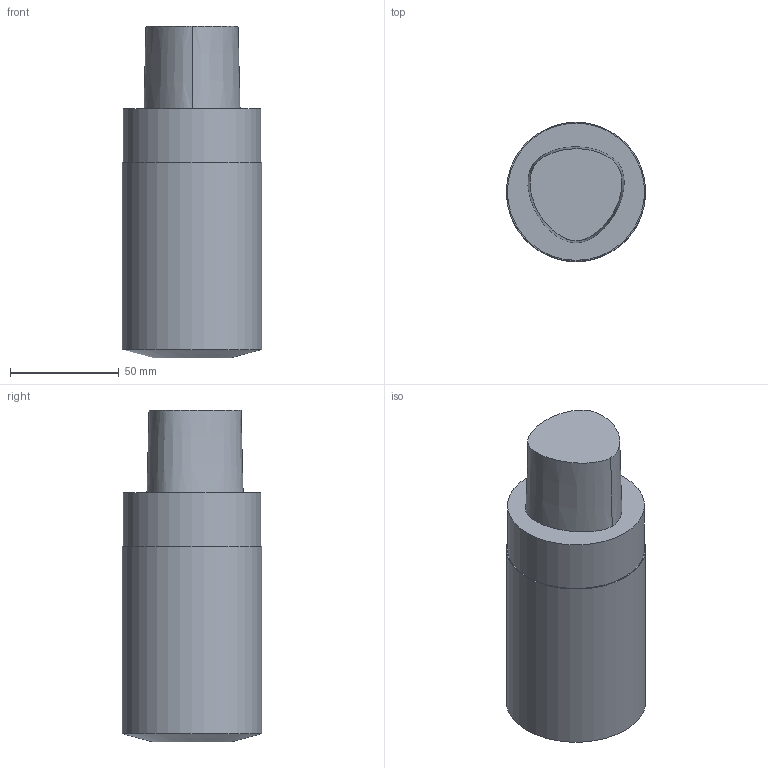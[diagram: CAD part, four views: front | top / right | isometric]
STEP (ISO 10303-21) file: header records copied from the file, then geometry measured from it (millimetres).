
FILE_DESCRIPTION((''),'1');
FILE_NAME('C6-BSL1.250-4.5.stp','2018-03-14T07:42:52',(''),(''),'Spatial Interop R21 SP3','Kubotek KeyCreator 2011 V10.0.2 (22737)',' ');
FILE_SCHEMA(('automotive_design'));
Length unit declared in the file: millimetre
Products named in the file (1): Unnamed[1]
Bounding box: 64 x 64 x 152.3 mm (x, y, z)
Volume: 415534.6 mm3; surface area: 33690.9 mm2
Topology: 1 solids, 1 shells, 10 faces, 17 edges, 10 vertices
Faces by surface type: plane 4, bspline 2, cone 2, cylinder 2
Full cylindrical faces by diameter (mm): 63 x1, 64 x1
Entity records: 615 total; most frequent: CARTESIAN_POINT 235, PRESENTATION_STYLE_ASSIGNMENT 35, COLOUR_RGB 35, DIRECTION 33, ORIENTED_EDGE 26, STYLED_ITEM 24, CURVE_STYLE 24, DRAUGHTING_PRE_DEFINED_CURVE_FONT 24
